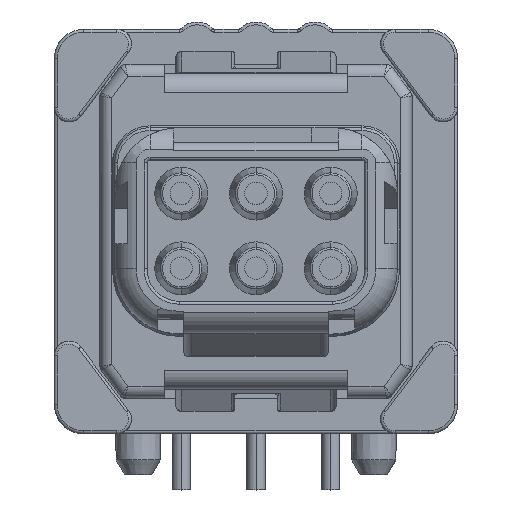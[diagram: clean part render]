
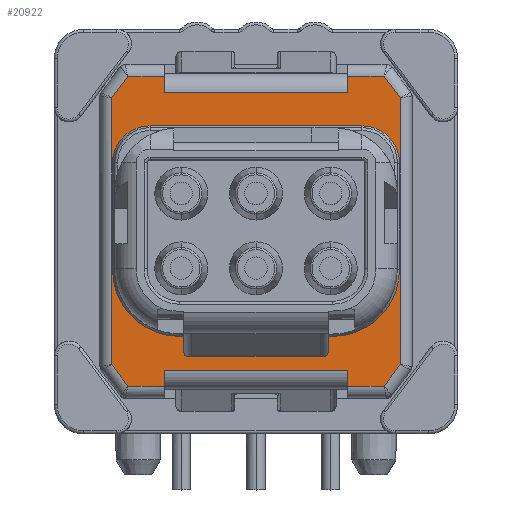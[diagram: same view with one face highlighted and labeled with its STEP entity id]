
A CAD part, top view. The second image highlights one B-rep face of the part: STEP entity #20922.
In plain terms, the highlighted planar face has unit normal (0, 0, 1).
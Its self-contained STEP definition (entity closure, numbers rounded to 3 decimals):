
#3320=CARTESIAN_POINT('',(2.6,-1.3,-10.462));
#3321=DIRECTION('',(0.,0.,1.));
#3322=DIRECTION('',(0.,-1.,0.));
#3323=AXIS2_PLACEMENT_3D('',#3320,#3321,#3322);
#3342=DIRECTION('',(0.,1.,0.));
#3343=VECTOR('',#3342,3.6);
#3344=CARTESIAN_POINT('',(4.875,-1.3,-10.462));
#3345=LINE('',#3344,#3343);
#3364=CARTESIAN_POINT('',(3.6,2.3,-10.462));
#3365=DIRECTION('',(0.,0.,1.));
#3366=DIRECTION('',(1.,0.,0.));
#3367=AXIS2_PLACEMENT_3D('',#3364,#3365,#3366);
#3386=DIRECTION('',(-1.,0.,0.));
#3387=VECTOR('',#3386,7.2);
#3388=CARTESIAN_POINT('',(3.6,3.575,-10.462));
#3389=LINE('',#3388,#3387);
#3511=CARTESIAN_POINT('',(-3.6,2.3,-10.462));
#3512=DIRECTION('',(0.,0.,1.));
#3513=DIRECTION('',(0.,1.,0.));
#3514=AXIS2_PLACEMENT_3D('',#3511,#3512,#3513);
#3533=DIRECTION('',(0.,-1.,0.));
#3534=VECTOR('',#3533,3.6);
#3535=CARTESIAN_POINT('',(-4.875,2.3,-10.462));
#3536=LINE('',#3535,#3534);
#3555=CARTESIAN_POINT('',(-2.6,-1.3,-10.462));
#3556=DIRECTION('',(0.,0.,1.));
#3557=DIRECTION('',(-1.,0.,0.));
#3558=AXIS2_PLACEMENT_3D('',#3555,#3556,#3557);
#3577=DIRECTION('',(1.,0.,0.));
#3578=VECTOR('',#3577,5.2);
#3579=CARTESIAN_POINT('',(-2.6,-3.575,-10.462));
#3580=LINE('',#3579,#3578);
#3591=DIRECTION('',(-1.,0.,0.));
#3592=VECTOR('',#3591,1.23);
#3593=CARTESIAN_POINT('',(4.35,5.265,-10.462));
#3594=LINE('',#3593,#3592);
#3598=DIRECTION('',(-0.6,0.8,0.));
#3599=VECTOR('',#3598,0.917);
#3600=CARTESIAN_POINT('',(4.9,4.532,-10.462));
#3601=LINE('',#3600,#3599);
#3605=DIRECTION('',(0.,1.,0.));
#3606=VECTOR('',#3605,9.063);
#3607=CARTESIAN_POINT('',(4.9,-4.532,-10.462));
#3608=LINE('',#3607,#3606);
#3612=DIRECTION('',(0.6,0.8,0.));
#3613=VECTOR('',#3612,0.917);
#3614=CARTESIAN_POINT('',(4.35,-5.265,-10.462));
#3615=LINE('',#3614,#3613);
#3619=DIRECTION('',(1.,0.,0.));
#3620=VECTOR('',#3619,1.23);
#3621=CARTESIAN_POINT('',(3.12,-5.265,-10.462));
#3622=LINE('',#3621,#3620);
#3626=DIRECTION('',(-1.,0.,0.));
#3627=VECTOR('',#3626,6.24);
#3628=CARTESIAN_POINT('',(3.12,-4.715,-10.462));
#3629=LINE('',#3628,#3627);
#3633=DIRECTION('',(1.,0.,0.));
#3634=VECTOR('',#3633,1.23);
#3635=CARTESIAN_POINT('',(-4.35,-5.265,-10.462));
#3636=LINE('',#3635,#3634);
#3640=DIRECTION('',(0.6,-0.8,0.));
#3641=VECTOR('',#3640,0.917);
#3642=CARTESIAN_POINT('',(-4.9,-4.532,-10.462));
#3643=LINE('',#3642,#3641);
#3647=DIRECTION('',(0.,-1.,0.));
#3648=VECTOR('',#3647,9.063);
#3649=CARTESIAN_POINT('',(-4.9,4.532,-10.462));
#3650=LINE('',#3649,#3648);
#3654=DIRECTION('',(-0.6,-0.8,0.));
#3655=VECTOR('',#3654,0.917);
#3656=CARTESIAN_POINT('',(-4.35,5.265,-10.462));
#3657=LINE('',#3656,#3655);
#3661=DIRECTION('',(-1.,0.,0.));
#3662=VECTOR('',#3661,1.23);
#3663=CARTESIAN_POINT('',(-3.12,5.265,-10.462));
#3664=LINE('',#3663,#3662);
#3668=DIRECTION('',(1.,0.,0.));
#3669=VECTOR('',#3668,6.24);
#3670=CARTESIAN_POINT('',(-3.12,4.715,-10.462));
#3671=LINE('',#3670,#3669);
#3683=DIRECTION('',(0.,-1.,0.));
#3684=VECTOR('',#3683,0.55);
#3685=CARTESIAN_POINT('',(3.12,5.265,-10.462));
#3686=LINE('',#3685,#3684);
#3721=DIRECTION('',(0.,1.,0.));
#3722=VECTOR('',#3721,0.55);
#3723=CARTESIAN_POINT('',(-3.12,4.715,-10.462));
#3724=LINE('',#3723,#3722);
#14207=DIRECTION('',(0.,1.,0.));
#14208=VECTOR('',#14207,0.55);
#14209=CARTESIAN_POINT('',(-3.12,-5.265,-10.462));
#14210=LINE('',#14209,#14208);
#14245=DIRECTION('',(0.,-1.,0.));
#14246=VECTOR('',#14245,0.55);
#14247=CARTESIAN_POINT('',(3.12,-4.715,-10.462));
#14248=LINE('',#14247,#14246);
#15943=CARTESIAN_POINT('',(-3.6,3.575,-10.462));
#15944=CARTESIAN_POINT('',(-4.875,2.3,-10.462));
#15945=VERTEX_POINT('',#15943);
#15946=VERTEX_POINT('',#15944);
#15947=CARTESIAN_POINT('',(-4.875,-1.3,-10.462));
#15948=VERTEX_POINT('',#15947);
#15949=CARTESIAN_POINT('',(-2.6,-3.575,-10.462));
#15950=VERTEX_POINT('',#15949);
#15951=CARTESIAN_POINT('',(2.6,-3.575,-10.462));
#15952=VERTEX_POINT('',#15951);
#15953=CARTESIAN_POINT('',(4.875,-1.3,-10.462));
#15954=VERTEX_POINT('',#15953);
#15955=CARTESIAN_POINT('',(4.875,2.3,-10.462));
#15956=VERTEX_POINT('',#15955);
#15957=CARTESIAN_POINT('',(3.6,3.575,-10.462));
#15958=VERTEX_POINT('',#15957);
#16142=CARTESIAN_POINT('',(-3.12,4.715,-10.462));
#16143=CARTESIAN_POINT('',(3.12,4.715,-10.462));
#16144=VERTEX_POINT('',#16142);
#16145=VERTEX_POINT('',#16143);
#16258=CARTESIAN_POINT('',(-3.12,-4.715,-10.462));
#16260=VERTEX_POINT('',#16258);
#16262=CARTESIAN_POINT('',(3.12,-4.715,-10.462));
#16264=VERTEX_POINT('',#16262);
#17028=CARTESIAN_POINT('',(3.12,5.265,-10.462));
#17030=VERTEX_POINT('',#17028);
#17034=CARTESIAN_POINT('',(4.35,5.265,-10.462));
#17035=VERTEX_POINT('',#17034);
#17061=CARTESIAN_POINT('',(3.12,-5.265,-10.462));
#17063=VERTEX_POINT('',#17061);
#17064=CARTESIAN_POINT('',(4.35,-5.265,-10.462));
#17065=VERTEX_POINT('',#17064);
#17066=CARTESIAN_POINT('',(4.9,-4.532,-10.462));
#17067=VERTEX_POINT('',#17066);
#17068=CARTESIAN_POINT('',(4.9,4.532,-10.462));
#17069=VERTEX_POINT('',#17068);
#17076=CARTESIAN_POINT('',(-3.12,-5.265,-10.462));
#17078=VERTEX_POINT('',#17076);
#17082=CARTESIAN_POINT('',(-4.35,-5.265,-10.462));
#17083=VERTEX_POINT('',#17082);
#17090=CARTESIAN_POINT('',(-4.9,-4.532,-10.462));
#17091=VERTEX_POINT('',#17090);
#17100=CARTESIAN_POINT('',(-4.9,4.532,-10.462));
#17101=VERTEX_POINT('',#17100);
#17105=CARTESIAN_POINT('',(-3.12,5.265,-10.462));
#17107=VERTEX_POINT('',#17105);
#17108=CARTESIAN_POINT('',(-4.35,5.265,-10.462));
#17109=VERTEX_POINT('',#17108);
#20873=CARTESIAN_POINT('',(0.,0.,-10.462));
#20874=DIRECTION('',(0.,0.,-1.));
#20875=DIRECTION('',(-1.,0.,0.));
#20876=AXIS2_PLACEMENT_3D('',#20873,#20874,#20875);
#20877=PLANE('',#20876);
#20879=ORIENTED_EDGE('',*,*,#20878,.F.);
#20881=ORIENTED_EDGE('',*,*,#20880,.F.);
#20883=ORIENTED_EDGE('',*,*,#20882,.F.);
#20885=ORIENTED_EDGE('',*,*,#20884,.F.);
#20887=ORIENTED_EDGE('',*,*,#20886,.F.);
#20889=ORIENTED_EDGE('',*,*,#20888,.F.);
#20891=ORIENTED_EDGE('',*,*,#20890,.T.);
#20893=ORIENTED_EDGE('',*,*,#20892,.F.);
#20895=ORIENTED_EDGE('',*,*,#20894,.F.);
#20897=ORIENTED_EDGE('',*,*,#20896,.F.);
#20899=ORIENTED_EDGE('',*,*,#20898,.F.);
#20901=ORIENTED_EDGE('',*,*,#20900,.F.);
#20903=ORIENTED_EDGE('',*,*,#20902,.F.);
#20905=ORIENTED_EDGE('',*,*,#20904,.F.);
#20907=ORIENTED_EDGE('',*,*,#20906,.T.);
#20909=ORIENTED_EDGE('',*,*,#20908,.F.);
#20910=EDGE_LOOP('',(#20879,#20881,#20883,#20885,#20887,#20889,#20891,#20893,
#20895,#20897,#20899,#20901,#20903,#20905,#20907,#20909));
#20911=FACE_OUTER_BOUND('',#20910,.F.);
#20912=ORIENTED_EDGE('',*,*,#20826,.T.);
#20913=ORIENTED_EDGE('',*,*,#20840,.T.);
#20914=ORIENTED_EDGE('',*,*,#20854,.T.);
#20915=ORIENTED_EDGE('',*,*,#20867,.T.);
#20916=ORIENTED_EDGE('',*,*,#20690,.T.);
#20917=ORIENTED_EDGE('',*,*,#20705,.T.);
#20918=ORIENTED_EDGE('',*,*,#20719,.T.);
#20919=ORIENTED_EDGE('',*,*,#20734,.T.);
#20920=EDGE_LOOP('',(#20912,#20913,#20914,#20915,#20916,#20917,#20918,#20919));
#20921=FACE_BOUND('',#20920,.F.);
#3324=CIRCLE('',#3323,2.275);
#3368=CIRCLE('',#3367,1.275);
#3515=CIRCLE('',#3514,1.275);
#3559=CIRCLE('',#3558,2.275);
#20690=EDGE_CURVE('',#15952,#15954,#3324,.T.);
#20705=EDGE_CURVE('',#15954,#15956,#3345,.T.);
#20719=EDGE_CURVE('',#15956,#15958,#3368,.T.);
#20734=EDGE_CURVE('',#15958,#15945,#3389,.T.);
#20826=EDGE_CURVE('',#15945,#15946,#3515,.T.);
#20840=EDGE_CURVE('',#15946,#15948,#3536,.T.);
#20854=EDGE_CURVE('',#15948,#15950,#3559,.T.);
#20867=EDGE_CURVE('',#15950,#15952,#3580,.T.);
#20878=EDGE_CURVE('',#17035,#17030,#3594,.T.);
#20880=EDGE_CURVE('',#17069,#17035,#3601,.T.);
#20882=EDGE_CURVE('',#17067,#17069,#3608,.T.);
#20884=EDGE_CURVE('',#17065,#17067,#3615,.T.);
#20886=EDGE_CURVE('',#17063,#17065,#3622,.T.);
#20888=EDGE_CURVE('',#16264,#17063,#14248,.T.);
#20890=EDGE_CURVE('',#16264,#16260,#3629,.T.);
#20892=EDGE_CURVE('',#17078,#16260,#14210,.T.);
#20894=EDGE_CURVE('',#17083,#17078,#3636,.T.);
#20896=EDGE_CURVE('',#17091,#17083,#3643,.T.);
#20898=EDGE_CURVE('',#17101,#17091,#3650,.T.);
#20900=EDGE_CURVE('',#17109,#17101,#3657,.T.);
#20902=EDGE_CURVE('',#17107,#17109,#3664,.T.);
#20904=EDGE_CURVE('',#16144,#17107,#3724,.T.);
#20906=EDGE_CURVE('',#16144,#16145,#3671,.T.);
#20908=EDGE_CURVE('',#17030,#16145,#3686,.T.);
#20922=ADVANCED_FACE('',(#20911,#20921),#20877,.F.);
